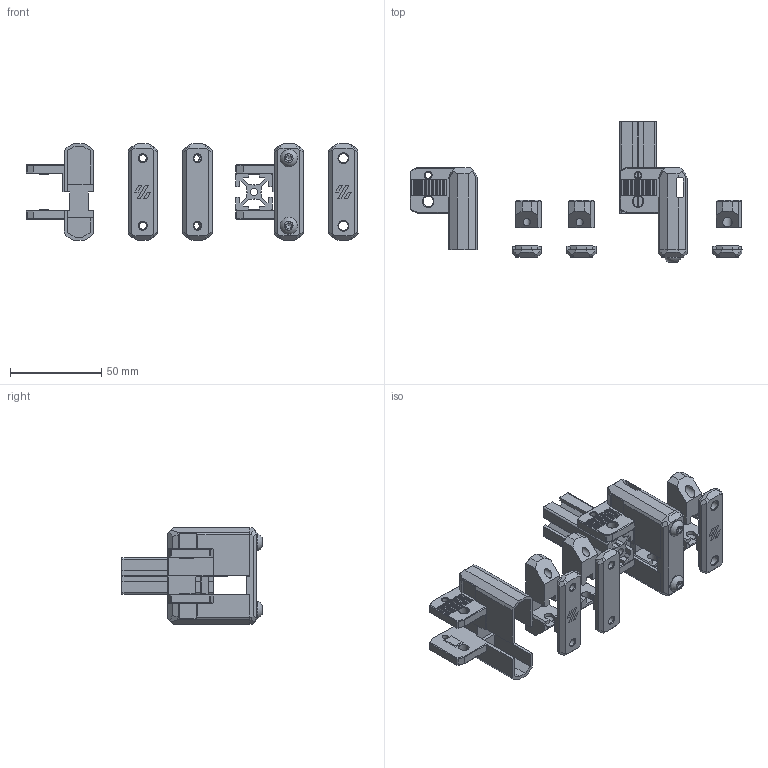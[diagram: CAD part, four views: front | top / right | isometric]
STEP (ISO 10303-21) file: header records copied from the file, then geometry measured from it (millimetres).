
FILE_DESCRIPTION(/* description */ ('STEP AP242','CAx-IF Rec.Pracs.---Representation and Presentation of Product Manufacturing Information (PMI)---4.0---2014-10-13','CAx-IF Rec.Pracs.---3D Tessellated Geometry---0.4---2014-09-14','2;1'),/* implementation_level */ '2;1');
FILE_NAME(/* name */ '65d848f913540c048b0205f4',/* time_stamp */ '2024-02-23T07:27:54Z',/* author */ (''),/* organization */ (''),/* preprocessor_version */ 'ST-DEVELOPER v19.4',/* originating_system */ ' ',/* authorisation */ ' ');
FILE_SCHEMA (('AP242_MANAGED_MODEL_BASED_3D_ENGINEERING_MIM_LF { 1 0 10303 442 1 1 4 }'));
Length unit declared in the file: metre
Products named in the file (19): [a]_BFI_Carrier_BHCS_M3_Symmetrical_x2; [a]_BFI_Carrier_BHCS_M5_Symmetrical_x2; Component14; Component15; [a]_BFI_Front_M5_Symmetrical_x2; BHCS_M5_30mm (1); BHCS_M5_30mm; Logo1; Logo3; Voron_logo; [a]_BFI_Carrier_M5_Symmetrical_x2; BFI-V2.4_Housing_symetrical_x2; Extrusion_Profile; [a]_BFI_Front_M3_Symmetrical_x2; [a]_BFI_Carrier_M3_Symmetrical_x2; [a]_BFI_Front_with_Logo_M3_Symmetrical_x2; [a]_BFI_Front_with_Logo_M5_Symmetrical_x2; BFI-VT_Housing_symetrical_x2
Bounding box: 182 x 76.75 x 53 mm (x, y, z)
Volume: 90127.8 mm3; surface area: 57829.1 mm2
Topology: 19 solids, 23 shells, 1414 faces, 3695 edges, 2377 vertices
Faces by surface type: plane 1122, cylinder 258, cone 24, bspline 8, sphere 2
Full cylindrical faces by diameter (mm): 3.4 x4, 4 x8, 4.2 x1, 4.7 x4, 5 x2, 5.2 x8, 9.5 x2
Entity records: 43369 total; most frequent: CARTESIAN_POINT 8024, ORIENTED_EDGE 7272, DIRECTION 6994, EDGE_CURVE 3636, LINE 3016, VECTOR 3016, VERTEX_POINT 2365, AXIS2_PLACEMENT_3D 1989
